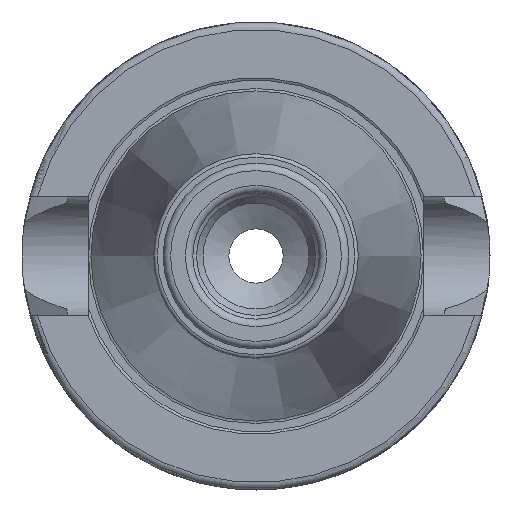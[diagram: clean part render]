
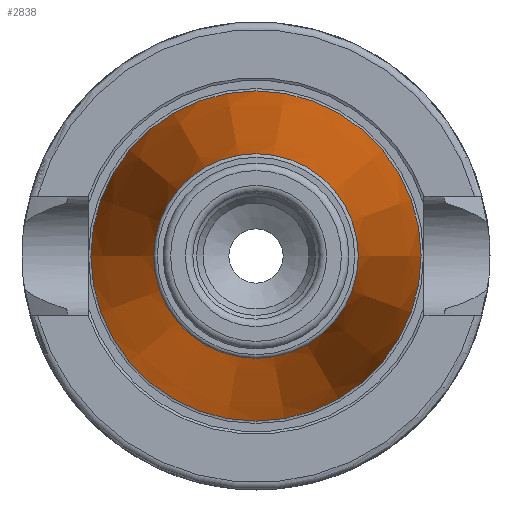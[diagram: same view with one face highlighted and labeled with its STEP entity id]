
A CAD part, left-side view. The second image highlights one B-rep face of the part: STEP entity #2838.
In plain terms, the highlighted conical face has half-angle 8.297 degrees and reference radius 17.998 mm.
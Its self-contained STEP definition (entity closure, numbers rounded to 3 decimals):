
#2804=CARTESIAN_POINT('',(-57.972,13.771,0.0));
#2805=VERTEX_POINT('',#2804);
#2806=CARTESIAN_POINT('',(-57.972,0.0,0.0));
#2807=DIRECTION('',(1.0,0.0,0.0));
#2808=DIRECTION('',(0.0,1.0,0.0));
#2809=AXIS2_PLACEMENT_3D('',#2806,#2807,#2808);
#2810=CIRCLE('',#2809,13.771);
#2811=EDGE_CURVE('',#2805,#2805,#2810,.T.);
#2819=CARTESIAN_POINT('',(-28.986,0.0,0.0));
#2820=DIRECTION('',(1.0,0.0,0.0));
#2821=DIRECTION('',(0.0,1.0,0.0));
#2822=AXIS2_PLACEMENT_3D('',#2819,#2820,#2821);
#2823=CONICAL_SURFACE('',#2822,17.998,8.297);
#2824=CARTESIAN_POINT('',(0.0,22.225,0.0));
#2825=VERTEX_POINT('',#2824);
#2826=CARTESIAN_POINT('',(0.0,0.0,0.0));
#2827=DIRECTION('',(1.0,0.0,0.0));
#2828=DIRECTION('',(0.0,1.0,0.0));
#2829=AXIS2_PLACEMENT_3D('',#2826,#2827,#2828);
#2830=CIRCLE('',#2829,22.225);
#2831=EDGE_CURVE('',#2825,#2825,#2830,.T.);
#2832=ORIENTED_EDGE('',*,*,#2831,.F.);
#2833=EDGE_LOOP('',(#2832));
#2834=FACE_OUTER_BOUND('',#2833,.T.);
#2835=ORIENTED_EDGE('',*,*,#2811,.T.);
#2836=EDGE_LOOP('',(#2835));
#2837=FACE_BOUND('',#2836,.T.);
#2838=ADVANCED_FACE('',(#2834,#2837),#2823,.T.);
